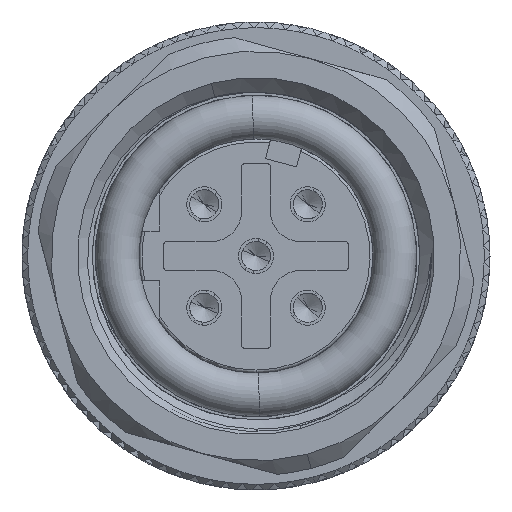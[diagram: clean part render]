
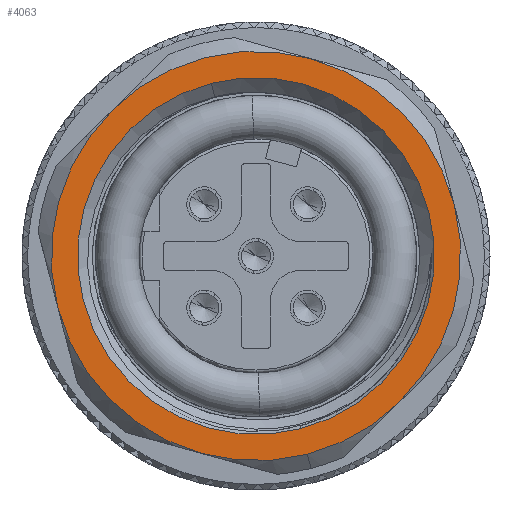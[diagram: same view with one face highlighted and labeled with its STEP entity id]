
A CAD part, left-side view. The second image highlights one B-rep face of the part: STEP entity #4063.
In plain terms, the highlighted planar face has unit normal (-1, 0, 0).
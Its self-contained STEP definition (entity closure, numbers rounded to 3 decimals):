
#86 = VERTEX_POINT ( 'NONE', #83086 ) ;
#324 = DIRECTION ( 'NONE',  ( 0., 0., -1. ) ) ;
#2073 = PLANE ( 'NONE',  #41854 ) ;
#2252 = VERTEX_POINT ( 'NONE', #85156 ) ;
#2287 = CARTESIAN_POINT ( 'NONE',  ( 0., 0., -6.1 ) ) ;
#2814 = CARTESIAN_POINT ( 'NONE',  ( 0., 0., 0. ) ) ;
#3543 = CIRCLE ( 'NONE', #40672, 7. ) ;
#4063 = ADVANCED_FACE ( 'NONE', ( #48148, #80438 ), #2073, .F. ) ;
#4665 = CIRCLE ( 'NONE', #63812, 6.1 ) ;
#4785 = DIRECTION ( 'NONE',  ( 0., 0., -1. ) ) ;
#4953 = CIRCLE ( 'NONE', #17319, 7. ) ;
#5983 = CIRCLE ( 'NONE', #54113, 7. ) ;
#6182 = CARTESIAN_POINT ( 'NONE',  ( 0., 3.5, 6.062 ) ) ;
#10052 = DIRECTION ( 'NONE',  ( -1., 0., 0. ) ) ;
#10123 = CIRCLE ( 'NONE', #69241, 7. ) ;
#10134 = DIRECTION ( 'NONE',  ( -1., 0., 0. ) ) ;
#10996 = EDGE_LOOP ( 'NONE', ( #62321, #52514, #15320, #39763, #69359, #53928, #69650 ) ) ;
#11223 = CARTESIAN_POINT ( 'NONE',  ( 0., -3.5, 6.062 ) ) ;
#13212 = DIRECTION ( 'NONE',  ( 0., 0., -1. ) ) ;
#15320 = ORIENTED_EDGE ( 'NONE', *, *, #80469, .T. ) ;
#16711 = DIRECTION ( 'NONE',  ( 0., 0., -1. ) ) ;
#17224 = CARTESIAN_POINT ( 'NONE',  ( 0., 0., 0. ) ) ;
#17319 = AXIS2_PLACEMENT_3D ( 'NONE', #2814, #10134, #29083 ) ;
#17745 = AXIS2_PLACEMENT_3D ( 'NONE', #33075, #59340, #324 ) ;
#18417 = EDGE_LOOP ( 'NONE', ( #41888, #24959 ) ) ;
#18966 = EDGE_CURVE ( 'NONE', #46218, #72793, #4665, .T. ) ;
#19940 = CARTESIAN_POINT ( 'NONE',  ( 0., 0., 0. ) ) ;
#22054 = CIRCLE ( 'NONE', #17745, 7. ) ;
#22754 = DIRECTION ( 'NONE',  ( 1., 0., 0. ) ) ;
#23952 = CARTESIAN_POINT ( 'NONE',  ( 0., 0., -7. ) ) ;
#24959 = ORIENTED_EDGE ( 'NONE', *, *, #18966, .T. ) ;
#27427 = DIRECTION ( 'NONE',  ( 0., 0., -1. ) ) ;
#29083 = DIRECTION ( 'NONE',  ( 0., 0., -1. ) ) ;
#29869 = DIRECTION ( 'NONE',  ( -1., 0., 0. ) ) ;
#30953 = EDGE_CURVE ( 'NONE', #48669, #55780, #49634, .T. ) ;
#33075 = CARTESIAN_POINT ( 'NONE',  ( 0., 0., 0. ) ) ;
#35476 = DIRECTION ( 'NONE',  ( 0., 0., -1. ) ) ;
#37731 = CIRCLE ( 'NONE', #66541, 6.1 ) ;
#38934 = CARTESIAN_POINT ( 'NONE',  ( 0., 0., 6.1 ) ) ;
#39763 = ORIENTED_EDGE ( 'NONE', *, *, #84213, .T. ) ;
#40672 = AXIS2_PLACEMENT_3D ( 'NONE', #17224, #43502, #68474 ) ;
#41531 = AXIS2_PLACEMENT_3D ( 'NONE', #52807, #65320, #13212 ) ;
#41854 = AXIS2_PLACEMENT_3D ( 'NONE', #62363, #22754, #16711 ) ;
#41888 = ORIENTED_EDGE ( 'NONE', *, *, #81118, .T. ) ;
#43211 = CARTESIAN_POINT ( 'NONE',  ( 0., 0., 0. ) ) ;
#43502 = DIRECTION ( 'NONE',  ( -1., 0., 0. ) ) ;
#44710 = CARTESIAN_POINT ( 'NONE',  ( 0., 0., 0. ) ) ;
#46218 = VERTEX_POINT ( 'NONE', #2287 ) ;
#48148 = FACE_BOUND ( 'NONE', #18417, .T. ) ;
#48669 = VERTEX_POINT ( 'NONE', #58332 ) ;
#49634 = CIRCLE ( 'NONE', #71636, 7. ) ;
#50073 = DIRECTION ( 'NONE',  ( 0., 0., -1. ) ) ;
#52514 = ORIENTED_EDGE ( 'NONE', *, *, #74050, .T. ) ;
#52807 = CARTESIAN_POINT ( 'NONE',  ( 0., 0., 0. ) ) ;
#53746 = VERTEX_POINT ( 'NONE', #61586 ) ;
#53928 = ORIENTED_EDGE ( 'NONE', *, *, #84732, .T. ) ;
#54113 = AXIS2_PLACEMENT_3D ( 'NONE', #68608, #10052, #35476 ) ;
#55780 = VERTEX_POINT ( 'NONE', #11223 ) ;
#58332 = CARTESIAN_POINT ( 'NONE',  ( 0., -7., 0. ) ) ;
#59340 = DIRECTION ( 'NONE',  ( -1., 0., 0. ) ) ;
#61359 = VERTEX_POINT ( 'NONE', #6182 ) ;
#61586 = CARTESIAN_POINT ( 'NONE',  ( 0., 3.5, -6.062 ) ) ;
#62321 = ORIENTED_EDGE ( 'NONE', *, *, #80535, .T. ) ;
#62363 = CARTESIAN_POINT ( 'NONE',  ( 0., 5.6, 0. ) ) ;
#63812 = AXIS2_PLACEMENT_3D ( 'NONE', #69821, #84399, #4785 ) ;
#65320 = DIRECTION ( 'NONE',  ( -1., 0., 0. ) ) ;
#66541 = AXIS2_PLACEMENT_3D ( 'NONE', #44710, #71796, #27427 ) ;
#67643 = EDGE_CURVE ( 'NONE', #61359, #86, #22054, .T. ) ;
#68026 = DIRECTION ( 'NONE',  ( -1., 0., 0. ) ) ;
#68474 = DIRECTION ( 'NONE',  ( 0., 0., -1. ) ) ;
#68608 = CARTESIAN_POINT ( 'NONE',  ( 0., 0., 0. ) ) ;
#69241 = AXIS2_PLACEMENT_3D ( 'NONE', #43211, #29869, #50073 ) ;
#69359 = ORIENTED_EDGE ( 'NONE', *, *, #30953, .T. ) ;
#69650 = ORIENTED_EDGE ( 'NONE', *, *, #67643, .T. ) ;
#69821 = CARTESIAN_POINT ( 'NONE',  ( 0., 0., 0. ) ) ;
#71636 = AXIS2_PLACEMENT_3D ( 'NONE', #19940, #68026, #72461 ) ;
#71796 = DIRECTION ( 'NONE',  ( 1., 0., 0. ) ) ;
#72078 = VERTEX_POINT ( 'NONE', #23952 ) ;
#72461 = DIRECTION ( 'NONE',  ( 0., 0., -1. ) ) ;
#72793 = VERTEX_POINT ( 'NONE', #38934 ) ;
#74050 = EDGE_CURVE ( 'NONE', #53746, #72078, #81397, .T. ) ;
#80438 = FACE_OUTER_BOUND ( 'NONE', #10996, .T. ) ;
#80469 = EDGE_CURVE ( 'NONE', #72078, #2252, #10123, .T. ) ;
#80535 = EDGE_CURVE ( 'NONE', #86, #53746, #5983, .T. ) ;
#81118 = EDGE_CURVE ( 'NONE', #72793, #46218, #37731, .T. ) ;
#81397 = CIRCLE ( 'NONE', #41531, 7. ) ;
#83086 = CARTESIAN_POINT ( 'NONE',  ( 0., 7., 0. ) ) ;
#84213 = EDGE_CURVE ( 'NONE', #2252, #48669, #3543, .T. ) ;
#84399 = DIRECTION ( 'NONE',  ( 1., 0., 0. ) ) ;
#84732 = EDGE_CURVE ( 'NONE', #55780, #61359, #4953, .T. ) ;
#85156 = CARTESIAN_POINT ( 'NONE',  ( 0., -3.5, -6.062 ) ) ;
